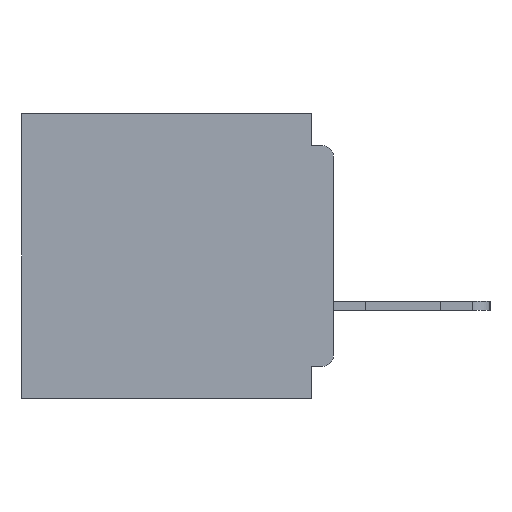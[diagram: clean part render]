
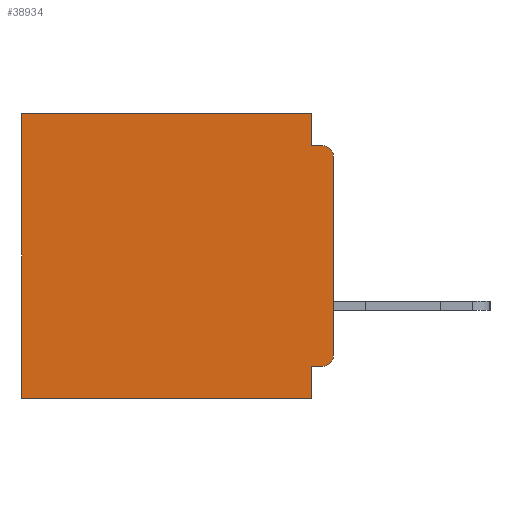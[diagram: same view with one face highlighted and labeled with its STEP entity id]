
A CAD part, left-side view. The second image highlights one B-rep face of the part: STEP entity #38934.
In plain terms, the highlighted planar face has unit normal (-1, 0, 0).
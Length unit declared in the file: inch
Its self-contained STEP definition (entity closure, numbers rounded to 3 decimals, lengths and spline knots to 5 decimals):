
#641 = LINE ( 'NONE', #14356, #41562 ) ;
#1313 = CARTESIAN_POINT ( 'NONE',  ( 0.3, 0., -0.34 ) ) ;
#1492 = CARTESIAN_POINT ( 'NONE',  ( 0.3, 0., -0.355 ) ) ;
#2150 = DIRECTION ( 'NONE',  ( 0., 0., -1. ) ) ;
#2421 = DIRECTION ( 'NONE',  ( 0., 0., -1. ) ) ;
#2889 = CARTESIAN_POINT ( 'NONE',  ( 0.3, 0.031, 0. ) ) ;
#3831 = DIRECTION ( 'NONE',  ( -1., 0., 0. ) ) ;
#3985 = EDGE_CURVE ( 'NONE', #23548, #13282, #20745, .T. ) ;
#5253 = AXIS2_PLACEMENT_3D ( 'NONE', #13882, #36318, #17115 ) ;
#5365 = EDGE_CURVE ( 'NONE', #35691, #35767, #20436, .T. ) ;
#5470 = CARTESIAN_POINT ( 'NONE',  ( 0.3, 0.031, -0.4 ) ) ;
#6009 = LINE ( 'NONE', #20667, #24263 ) ;
#6212 = ORIENTED_EDGE ( 'NONE', *, *, #9572, .F. ) ;
#6407 = ORIENTED_EDGE ( 'NONE', *, *, #39242, .T. ) ;
#6480 = ORIENTED_EDGE ( 'NONE', *, *, #12144, .T. ) ;
#7240 = VERTEX_POINT ( 'NONE', #21530 ) ;
#7457 = CARTESIAN_POINT ( 'NONE',  ( 0.3, 0.015, -0.355 ) ) ;
#8104 = VERTEX_POINT ( 'NONE', #2889 ) ;
#8208 = CARTESIAN_POINT ( 'NONE',  ( 0.3, 0.437, 0. ) ) ;
#8289 = AXIS2_PLACEMENT_3D ( 'NONE', #41044, #21931, #2421 ) ;
#8547 = ORIENTED_EDGE ( 'NONE', *, *, #8812, .F. ) ;
#8812 = EDGE_CURVE ( 'NONE', #13282, #35691, #22139, .T. ) ;
#9572 = EDGE_CURVE ( 'NONE', #8104, #14812, #26068, .T. ) ;
#9805 = CARTESIAN_POINT ( 'NONE',  ( 0.3, 0.437, -0.4 ) ) ;
#10316 = ORIENTED_EDGE ( 'NONE', *, *, #3985, .F. ) ;
#10829 = VECTOR ( 'NONE', #19158, 39.37008 ) ;
#11592 = VERTEX_POINT ( 'NONE', #1313 ) ;
#12144 = EDGE_CURVE ( 'NONE', #8104, #12209, #641, .T. ) ;
#12209 = VERTEX_POINT ( 'NONE', #8208 ) ;
#13282 = VERTEX_POINT ( 'NONE', #20726 ) ;
#13580 = VECTOR ( 'NONE', #2150, 39.37008 ) ;
#13882 = CARTESIAN_POINT ( 'NONE',  ( 0.3, 0.015, -0.06 ) ) ;
#14003 = CARTESIAN_POINT ( 'NONE',  ( 0.3, 0.031, -0.045 ) ) ;
#14277 = LINE ( 'NONE', #21428, #31317 ) ;
#14350 = DIRECTION ( 'NONE',  ( 0., -1., 0. ) ) ;
#14356 = CARTESIAN_POINT ( 'NONE',  ( 0.3, 0., 0. ) ) ;
#14812 = VERTEX_POINT ( 'NONE', #14003 ) ;
#15020 = EDGE_CURVE ( 'NONE', #12209, #35767, #14277, .T. ) ;
#15647 = CIRCLE ( 'NONE', #25285, 0.015 ) ;
#16547 = CARTESIAN_POINT ( 'NONE',  ( 0.3, 0.031, 0. ) ) ;
#17115 = DIRECTION ( 'NONE',  ( 0., 0., -1. ) ) ;
#18023 = VERTEX_POINT ( 'NONE', #34326 ) ;
#18353 = ORIENTED_EDGE ( 'NONE', *, *, #15020, .T. ) ;
#19158 = DIRECTION ( 'NONE',  ( 0., 1., 0. ) ) ;
#19501 = DIRECTION ( 'NONE',  ( 0., 1., 0. ) ) ;
#20436 = LINE ( 'NONE', #21662, #10829 ) ;
#20667 = CARTESIAN_POINT ( 'NONE',  ( 0.3, 0., -0.045 ) ) ;
#20726 = CARTESIAN_POINT ( 'NONE',  ( 0.3, 0.031, -0.355 ) ) ;
#20745 = LINE ( 'NONE', #1492, #36765 ) ;
#21428 = CARTESIAN_POINT ( 'NONE',  ( 0.3, 0.437, -0.4 ) ) ;
#21530 = CARTESIAN_POINT ( 'NONE',  ( 0.3, 0.015, -0.045 ) ) ;
#21662 = CARTESIAN_POINT ( 'NONE',  ( 0.3, 0., -0.4 ) ) ;
#21931 = DIRECTION ( 'NONE',  ( 1., 0., 0. ) ) ;
#22139 = LINE ( 'NONE', #5470, #13580 ) ;
#23283 = CARTESIAN_POINT ( 'NONE',  ( 0.3, 0.015, -0.34 ) ) ;
#23548 = VERTEX_POINT ( 'NONE', #7457 ) ;
#24034 = DIRECTION ( 'NONE',  ( 0., 0., -1. ) ) ;
#24263 = VECTOR ( 'NONE', #14350, 39.37008 ) ;
#25285 = AXIS2_PLACEMENT_3D ( 'NONE', #23283, #3831, #26489 ) ;
#26068 = LINE ( 'NONE', #16547, #35588 ) ;
#26414 = ORIENTED_EDGE ( 'NONE', *, *, #27287, .F. ) ;
#26489 = DIRECTION ( 'NONE',  ( 0., 0., -1. ) ) ;
#27287 = EDGE_CURVE ( 'NONE', #14812, #7240, #6009, .T. ) ;
#27299 = EDGE_CURVE ( 'NONE', #18023, #11592, #40248, .T. ) ;
#28152 = EDGE_CURVE ( 'NONE', #23548, #11592, #15647, .T. ) ;
#29061 = FACE_OUTER_BOUND ( 'NONE', #34178, .T. ) ;
#29769 = VECTOR ( 'NONE', #24034, 39.37008 ) ;
#30189 = ORIENTED_EDGE ( 'NONE', *, *, #5365, .F. ) ;
#31077 = DIRECTION ( 'NONE',  ( 0., 0., -1. ) ) ;
#31317 = VECTOR ( 'NONE', #31077, 39.37008 ) ;
#31431 = PLANE ( 'NONE',  #8289 ) ;
#34178 = EDGE_LOOP ( 'NONE', ( #36592, #6407, #26414, #6212, #6480, #18353, #30189, #8547, #10316, #36196 ) ) ;
#34326 = CARTESIAN_POINT ( 'NONE',  ( 0.3, 0., -0.06 ) ) ;
#35588 = VECTOR ( 'NONE', #35749, 39.37008 ) ;
#35691 = VERTEX_POINT ( 'NONE', #41522 ) ;
#35749 = DIRECTION ( 'NONE',  ( 0., 0., -1. ) ) ;
#35767 = VERTEX_POINT ( 'NONE', #9805 ) ;
#36196 = ORIENTED_EDGE ( 'NONE', *, *, #28152, .T. ) ;
#36318 = DIRECTION ( 'NONE',  ( -1., 0., 0. ) ) ;
#36592 = ORIENTED_EDGE ( 'NONE', *, *, #27299, .F. ) ;
#36754 = CARTESIAN_POINT ( 'NONE',  ( 0.3, 0., -0.4 ) ) ;
#36765 = VECTOR ( 'NONE', #19501, 39.37008 ) ;
#38934 = ADVANCED_FACE ( 'NONE', ( #29061 ), #31431, .F. ) ;
#39242 = EDGE_CURVE ( 'NONE', #18023, #7240, #41486, .T. ) ;
#39974 = DIRECTION ( 'NONE',  ( 0., 1., 0. ) ) ;
#40248 = LINE ( 'NONE', #36754, #29769 ) ;
#41044 = CARTESIAN_POINT ( 'NONE',  ( 0.3, 0., -0.4 ) ) ;
#41486 = CIRCLE ( 'NONE', #5253, 0.015 ) ;
#41522 = CARTESIAN_POINT ( 'NONE',  ( 0.3, 0.031, -0.4 ) ) ;
#41562 = VECTOR ( 'NONE', #39974, 39.37008 ) ;
